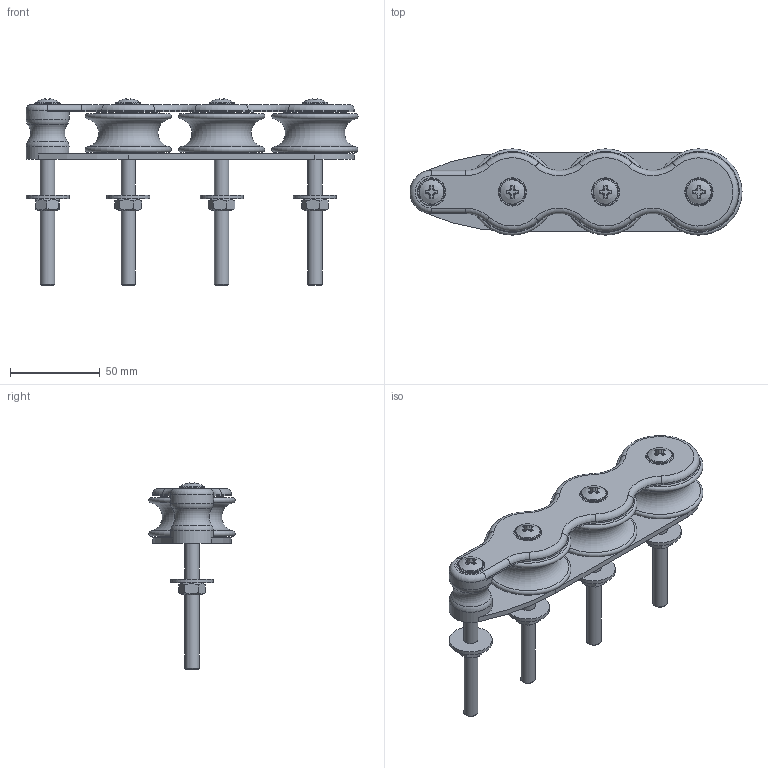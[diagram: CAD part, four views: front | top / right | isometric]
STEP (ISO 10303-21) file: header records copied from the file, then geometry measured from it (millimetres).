
FILE_DESCRIPTION(/* description */ (''),/* implementation_level */ '2;1');
FILE_NAME(/* name */ 'D530.stp',/* time_stamp */ '2016-04-04T11:25:54+02:00',/* author */ ('Nicola'),/* organization */ (''),/* preprocessor_version */ 'ST-DEVELOPER v16.1',/* originating_system */ 'Autodesk Inventor 2016',/* authorisation */ '');
FILE_SCHEMA (('AUTOMOTIVE_DESIGN { 1 0 10303 214 3 1 1 }'));
Length unit declared in the file: millimetre
Products named in the file (1): D530
Bounding box: 185 x 48 x 103.65 mm (x, y, z)
Volume: 157734.5 mm3; surface area: 61202.3 mm2
Topology: 1 solids, 1 shells, 230 faces, 540 edges, 348 vertices
Faces by surface type: plane 116, cylinder 50, cone 32, torus 28, sphere 4
Full cylindrical faces by diameter (mm): 8 x8, 13.5 x6, 14 x4, 15.7 x4, 24 x6, 35 x6
Entity records: 6206 total; most frequent: CARTESIAN_POINT 1253, DIRECTION 1072, ORIENTED_EDGE 904, AXIS2_PLACEMENT_3D 453, EDGE_CURVE 452, EDGE_LOOP 342, VERTEX_POINT 330, FACE_OUTER_BOUND 230
